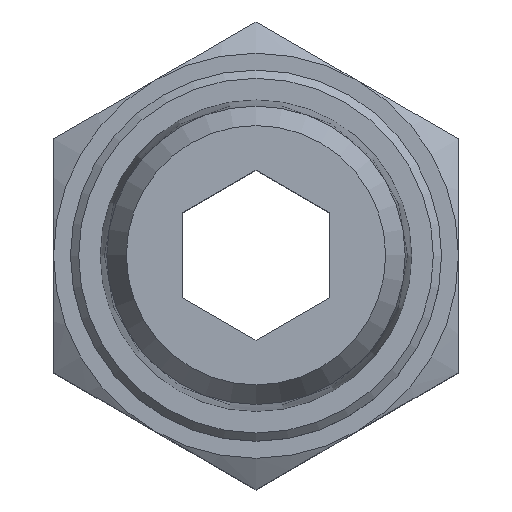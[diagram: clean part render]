
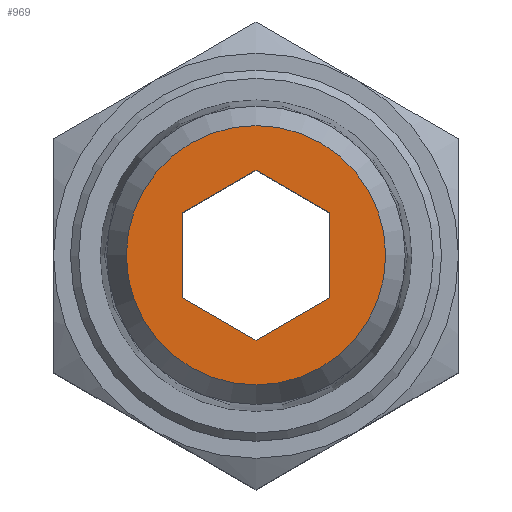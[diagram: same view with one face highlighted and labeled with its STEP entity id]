
A CAD part, top view. The second image highlights one B-rep face of the part: STEP entity #969.
In plain terms, the highlighted planar face has unit normal (0, 0, 1).
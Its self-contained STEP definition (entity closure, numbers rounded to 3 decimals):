
#26=LINE('',#1447,#50);
#27=LINE('',#1450,#51);
#28=LINE('',#1452,#52);
#29=LINE('',#1454,#53);
#30=LINE('',#1456,#54);
#31=LINE('',#1458,#55);
#50=VECTOR('',#1174,1000.);
#51=VECTOR('',#1175,1000.);
#52=VECTOR('',#1176,1000.);
#53=VECTOR('',#1177,1000.);
#54=VECTOR('',#1178,1000.);
#55=VECTOR('',#1179,1000.);
#78=PLANE('',#1040);
#116=CIRCLE('',#1041,5.591);
#215=ORIENTED_EDGE('',*,*,#341,.F.);
#216=ORIENTED_EDGE('',*,*,#342,.F.);
#217=ORIENTED_EDGE('',*,*,#343,.F.);
#218=ORIENTED_EDGE('',*,*,#344,.F.);
#219=ORIENTED_EDGE('',*,*,#345,.F.);
#220=ORIENTED_EDGE('',*,*,#346,.F.);
#221=ORIENTED_EDGE('',*,*,#347,.T.);
#341=EDGE_CURVE('',#410,#411,#26,.T.);
#342=EDGE_CURVE('',#412,#410,#27,.T.);
#343=EDGE_CURVE('',#413,#412,#28,.T.);
#344=EDGE_CURVE('',#414,#413,#29,.T.);
#345=EDGE_CURVE('',#415,#414,#30,.T.);
#346=EDGE_CURVE('',#411,#415,#31,.T.);
#347=EDGE_CURVE('',#416,#416,#116,.T.);
#410=VERTEX_POINT('',#1448);
#411=VERTEX_POINT('',#1449);
#412=VERTEX_POINT('',#1451);
#413=VERTEX_POINT('',#1453);
#414=VERTEX_POINT('',#1455);
#415=VERTEX_POINT('',#1457);
#416=VERTEX_POINT('',#1460);
#492=EDGE_LOOP('',(#215,#216,#217,#218,#219,#220));
#493=EDGE_LOOP('',(#221));
#562=FACE_BOUND('',#492,.T.);
#563=FACE_BOUND('',#493,.T.);
#969=ADVANCED_FACE('',(#562,#563),#78,.F.);
#1040=AXIS2_PLACEMENT_3D('',#1446,#1172,#1173);
#1041=AXIS2_PLACEMENT_3D('',#1459,#1180,#1181);
#1172=DIRECTION('',(0.,0.,-1.));
#1173=DIRECTION('',(-1.,0.,0.));
#1174=DIRECTION('',(-0.866,0.5,0.));
#1175=DIRECTION('',(0.,1.,0.));
#1176=DIRECTION('',(0.866,0.5,0.));
#1177=DIRECTION('',(0.866,-0.5,0.));
#1178=DIRECTION('',(0.,-1.,0.));
#1179=DIRECTION('',(-0.866,-0.5,0.));
#1180=DIRECTION('',(0.,0.,1.));
#1181=DIRECTION('',(1.,0.,0.));
#1446=CARTESIAN_POINT('',(5.591,0.,30.9));
#1447=CARTESIAN_POINT('',(3.175,1.833,30.9));
#1448=CARTESIAN_POINT('',(3.175,1.833,30.9));
#1449=CARTESIAN_POINT('',(0.,3.666,30.9));
#1450=CARTESIAN_POINT('',(3.175,-1.833,30.9));
#1451=CARTESIAN_POINT('',(3.175,-1.833,30.9));
#1452=CARTESIAN_POINT('',(0.,-3.666,30.9));
#1453=CARTESIAN_POINT('',(0.,-3.666,30.9));
#1454=CARTESIAN_POINT('',(-3.175,-1.833,30.9));
#1455=CARTESIAN_POINT('',(-3.175,-1.833,30.9));
#1456=CARTESIAN_POINT('',(-3.175,1.833,30.9));
#1457=CARTESIAN_POINT('',(-3.175,1.833,30.9));
#1458=CARTESIAN_POINT('',(0.,3.666,30.9));
#1459=CARTESIAN_POINT('',(0.,0.,30.9));
#1460=CARTESIAN_POINT('',(5.591,0.,30.9));
